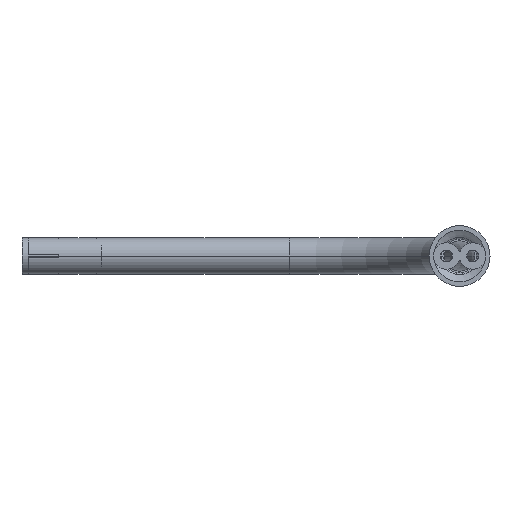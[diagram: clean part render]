
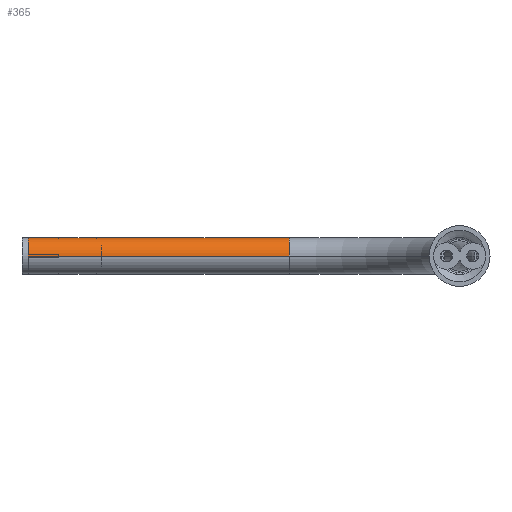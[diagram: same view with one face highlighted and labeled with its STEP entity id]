
A CAD part, front view. The second image highlights one B-rep face of the part: STEP entity #365.
In plain terms, the highlighted cylindrical face has radius 1.524 mm (diameter 3.048 mm), a partial arc.
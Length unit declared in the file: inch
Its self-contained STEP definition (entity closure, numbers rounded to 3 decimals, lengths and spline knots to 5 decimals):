
#49=CARTESIAN_POINT('',(-1.32,0.,0.));
#50=DIRECTION('',(-1.,0.,0.));
#51=DIRECTION('',(0.,0.,1.));
#52=AXIS2_PLACEMENT_3D('',#49,#50,#51);
#54=DIRECTION('',(-1.,0.,0.));
#55=VECTOR('',#54,0.125);
#56=CARTESIAN_POINT('',(-1.195,0.,0.06));
#57=LINE('',#56,#55);
#58=CARTESIAN_POINT('',(-1.195,0.,0.));
#59=DIRECTION('',(-1.,0.,0.));
#60=DIRECTION('',(0.,0.,1.));
#61=AXIS2_PLACEMENT_3D('',#58,#59,#60);
#63=CARTESIAN_POINT('',(-0.56,0.,0.));
#64=DIRECTION('',(-1.,0.,0.));
#65=DIRECTION('',(0.,-1.,0.));
#66=AXIS2_PLACEMENT_3D('',#63,#64,#65);
#68=DIRECTION('',(-1.,0.,0.));
#69=VECTOR('',#68,0.86);
#70=CARTESIAN_POINT('',(-0.56,-0.06,0.));
#71=LINE('',#70,#69);
#77=DIRECTION('',(-1.,0.,0.));
#78=VECTOR('',#77,0.1);
#79=CARTESIAN_POINT('',(-1.32,0.06,0.));
#80=LINE('',#79,#78);
#86=DIRECTION('',(-1.,0.,0.));
#87=VECTOR('',#86,0.635);
#88=CARTESIAN_POINT('',(-0.56,0.06,0.));
#89=LINE('',#88,#87);
#99=CARTESIAN_POINT('',(-1.42,0.,0.));
#100=DIRECTION('',(-1.,0.,0.));
#101=DIRECTION('',(0.,-1.,0.));
#102=AXIS2_PLACEMENT_3D('',#99,#100,#101);
#229=CARTESIAN_POINT('',(-0.56,-0.06,0.));
#230=CARTESIAN_POINT('',(-0.56,0.06,0.));
#231=VERTEX_POINT('',#229);
#232=VERTEX_POINT('',#230);
#237=CARTESIAN_POINT('',(-1.42,-0.06,0.));
#238=CARTESIAN_POINT('',(-1.42,0.06,0.));
#239=VERTEX_POINT('',#237);
#240=VERTEX_POINT('',#238);
#245=CARTESIAN_POINT('',(-1.32,0.,0.06));
#246=CARTESIAN_POINT('',(-1.32,0.06,0.));
#247=VERTEX_POINT('',#245);
#248=VERTEX_POINT('',#246);
#249=CARTESIAN_POINT('',(-1.195,0.,0.06));
#250=VERTEX_POINT('',#249);
#251=CARTESIAN_POINT('',(-1.195,0.06,0.));
#252=VERTEX_POINT('',#251);
#343=CARTESIAN_POINT('',(-0.56,0.,0.));
#344=DIRECTION('',(-1.,0.,0.));
#345=DIRECTION('',(0.,-1.,0.));
#346=AXIS2_PLACEMENT_3D('',#343,#344,#345);
#347=CYLINDRICAL_SURFACE('',#346,0.06);
#349=ORIENTED_EDGE('',*,*,#348,.F.);
#351=ORIENTED_EDGE('',*,*,#350,.F.);
#353=ORIENTED_EDGE('',*,*,#352,.T.);
#355=ORIENTED_EDGE('',*,*,#354,.F.);
#356=ORIENTED_EDGE('',*,*,#337,.F.);
#358=ORIENTED_EDGE('',*,*,#357,.T.);
#360=ORIENTED_EDGE('',*,*,#359,.T.);
#362=ORIENTED_EDGE('',*,*,#361,.F.);
#363=EDGE_LOOP('',(#349,#351,#353,#355,#356,#358,#360,#362));
#364=FACE_OUTER_BOUND('',#363,.F.);
#365=ADVANCED_FACE('',(#364),#347,.T.);
#53=CIRCLE('',#52,0.06);
#62=CIRCLE('',#61,0.06);
#67=CIRCLE('',#66,0.06);
#103=CIRCLE('',#102,0.06);
#337=EDGE_CURVE('',#231,#232,#67,.T.);
#348=EDGE_CURVE('',#247,#248,#53,.T.);
#350=EDGE_CURVE('',#250,#247,#57,.T.);
#352=EDGE_CURVE('',#250,#252,#62,.T.);
#354=EDGE_CURVE('',#232,#252,#89,.T.);
#357=EDGE_CURVE('',#231,#239,#71,.T.);
#359=EDGE_CURVE('',#239,#240,#103,.T.);
#361=EDGE_CURVE('',#248,#240,#80,.T.);
